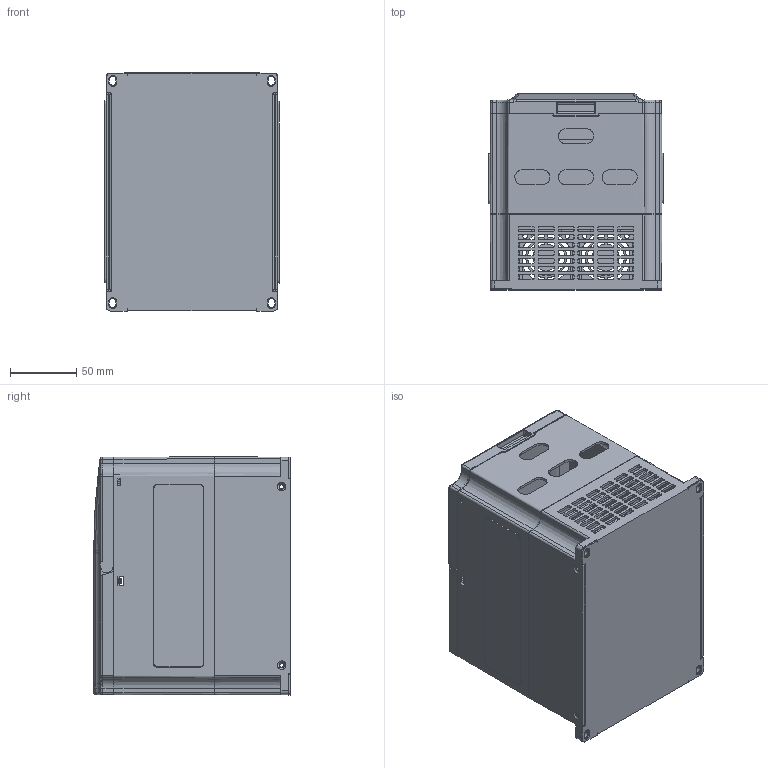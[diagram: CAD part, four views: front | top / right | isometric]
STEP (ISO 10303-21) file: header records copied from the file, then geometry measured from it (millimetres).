
FILE_DESCRIPTION (( 'STEP AP203' ), '1' );
FILE_NAME ('740_2_2 êÂò.STEP', '2023-07-12T13:52:17', ( '' ), ( '' ), 'SwSTEP 2.0', 'SolidWorks 2022', '' );
FILE_SCHEMA (( 'CONFIG_CONTROL_DESIGN' ));
Products named in the file (1): 740_2_2 кВт
Bounding box: 132 x 148.6 x 180.2 mm (x, y, z)
Volume: 352762.4 mm3; surface area: 399995.6 mm2
Topology: 1 solids, 73 shells, 3162 faces, 8484 edges, 5450 vertices
Faces by surface type: plane 1877, cylinder 959, cone 136, bspline 94, torus 78, sphere 18
Entity records: 107723 total; most frequent: CARTESIAN_POINT 28679, ORIENTED_EDGE 16938, DIRECTION 15575, EDGE_CURVE 8469, LINE 5769, VECTOR 5769, VERTEX_POINT 5450, AXIS2_PLACEMENT_3D 4903
